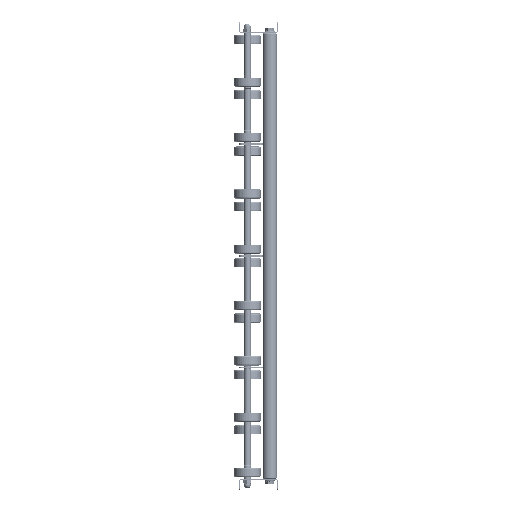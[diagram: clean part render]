
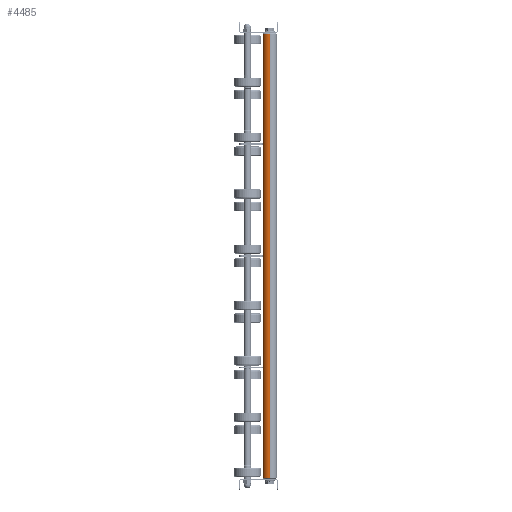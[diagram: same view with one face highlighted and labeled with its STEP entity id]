
A CAD part, left-side view. The second image highlights one B-rep face of the part: STEP entity #4485.
In plain terms, the highlighted cylindrical face has radius 12.5 mm (diameter 25 mm), a partial arc.
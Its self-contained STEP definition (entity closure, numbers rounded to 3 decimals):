
#148 = DIRECTION ( 'NONE',  ( 0., 0., -1. ) ) ;
#742 = AXIS2_PLACEMENT_3D ( 'NONE', #17009, #26653, #4956 ) ;
#1815 = VERTEX_POINT ( 'NONE', #9556 ) ;
#2427 = EDGE_CURVE ( 'NONE', #28663, #27785, #12792, .T. ) ;
#3397 = CARTESIAN_POINT ( 'NONE',  ( 800., 0., 12.5 ) ) ;
#3460 = VECTOR ( 'NONE', #25737, 1000. ) ;
#4485 = ADVANCED_FACE ( 'NONE', ( #20445 ), #10810, .T. ) ;
#4529 = VECTOR ( 'NONE', #22256, 1000. ) ;
#4956 = DIRECTION ( 'NONE',  ( 0., 0., -1. ) ) ;
#6191 = AXIS2_PLACEMENT_3D ( 'NONE', #18398, #25491, #30383 ) ;
#8083 = ORIENTED_EDGE ( 'NONE', *, *, #27221, .T. ) ;
#9556 = CARTESIAN_POINT ( 'NONE',  ( 799., 0., -12.5 ) ) ;
#10655 = CIRCLE ( 'NONE', #26832, 12.5 ) ;
#10810 = CYLINDRICAL_SURFACE ( 'NONE', #6191, 12.5 ) ;
#12792 = LINE ( 'NONE', #3397, #4529 ) ;
#12896 = EDGE_CURVE ( 'NONE', #17370, #27785, #10655, .T. ) ;
#14720 = EDGE_CURVE ( 'NONE', #1815, #17370, #16725, .T. ) ;
#14958 = CIRCLE ( 'NONE', #742, 12.5 ) ;
#15057 = CARTESIAN_POINT ( 'NONE',  ( 1., 0., 0. ) ) ;
#15492 = ORIENTED_EDGE ( 'NONE', *, *, #2427, .F. ) ;
#16725 = LINE ( 'NONE', #25888, #3460 ) ;
#17009 = CARTESIAN_POINT ( 'NONE',  ( 799., 0., 0. ) ) ;
#17370 = VERTEX_POINT ( 'NONE', #22565 ) ;
#17990 = ORIENTED_EDGE ( 'NONE', *, *, #12896, .T. ) ;
#18398 = CARTESIAN_POINT ( 'NONE',  ( 800., 0., 0. ) ) ;
#20445 = FACE_OUTER_BOUND ( 'NONE', #24397, .T. ) ;
#20850 = ORIENTED_EDGE ( 'NONE', *, *, #14720, .T. ) ;
#22256 = DIRECTION ( 'NONE',  ( -1., 0., 0. ) ) ;
#22305 = DIRECTION ( 'NONE',  ( 1., 0., 0. ) ) ;
#22565 = CARTESIAN_POINT ( 'NONE',  ( 1., 0., -12.5 ) ) ;
#24397 = EDGE_LOOP ( 'NONE', ( #8083, #20850, #17990, #15492 ) ) ;
#25491 = DIRECTION ( 'NONE',  ( -1., 0., 0. ) ) ;
#25737 = DIRECTION ( 'NONE',  ( -1., 0., 0. ) ) ;
#25888 = CARTESIAN_POINT ( 'NONE',  ( 800., 0., -12.5 ) ) ;
#26653 = DIRECTION ( 'NONE',  ( -1., 0., 0. ) ) ;
#26832 = AXIS2_PLACEMENT_3D ( 'NONE', #15057, #22305, #148 ) ;
#27221 = EDGE_CURVE ( 'NONE', #28663, #1815, #14958, .T. ) ;
#27785 = VERTEX_POINT ( 'NONE', #29748 ) ;
#28663 = VERTEX_POINT ( 'NONE', #30114 ) ;
#29748 = CARTESIAN_POINT ( 'NONE',  ( 1., 0., 12.5 ) ) ;
#30114 = CARTESIAN_POINT ( 'NONE',  ( 799., 0., 12.5 ) ) ;
#30383 = DIRECTION ( 'NONE',  ( 0., 0., 1. ) ) ;
